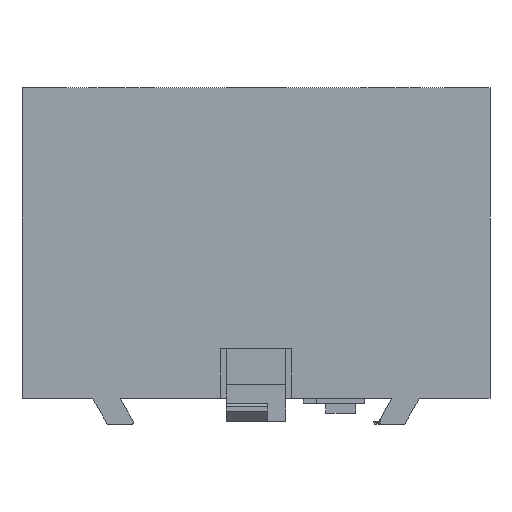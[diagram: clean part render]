
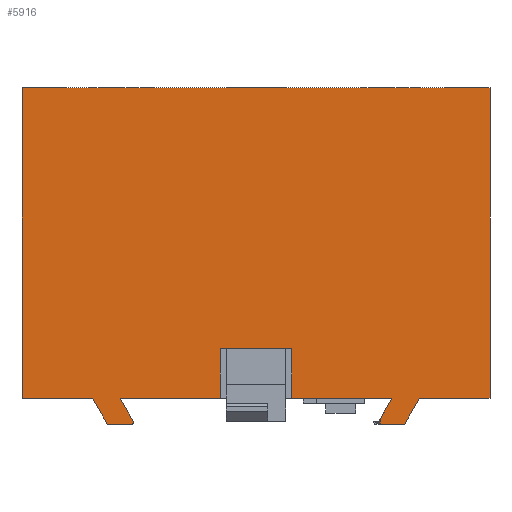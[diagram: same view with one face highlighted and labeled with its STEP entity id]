
A CAD part, left-side view. The second image highlights one B-rep face of the part: STEP entity #5916.
In plain terms, the highlighted planar face has unit normal (-1, 0, 0).
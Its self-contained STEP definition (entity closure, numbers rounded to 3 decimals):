
#80=DIRECTION('',(0.,0.,1.));
#81=VECTOR('',#80,0.6);
#82=CARTESIAN_POINT('',(0.,11.005,0.));
#83=LINE('',#82,#81);
#87=DIRECTION('',(0.,0.5,-0.866));
#88=VECTOR('',#87,2.309);
#89=CARTESIAN_POINT('',(0.,9.85,2.6));
#90=LINE('',#89,#88);
#94=DIRECTION('',(0.,-1.,0.));
#95=VECTOR('',#94,10.05);
#96=CARTESIAN_POINT('',(0.,19.9,2.6));
#97=LINE('',#96,#95);
#101=DIRECTION('',(0.,0.,-1.));
#102=VECTOR('',#101,5.);
#103=CARTESIAN_POINT('',(0.,19.9,7.6));
#104=LINE('',#103,#102);
#108=DIRECTION('',(0.,1.,0.));
#109=VECTOR('',#108,7.2);
#110=CARTESIAN_POINT('',(0.,19.9,7.6));
#111=LINE('',#110,#109);
#115=DIRECTION('',(0.,0.,-1.));
#116=VECTOR('',#115,5.);
#117=CARTESIAN_POINT('',(0.,27.1,7.6));
#118=LINE('',#117,#116);
#122=DIRECTION('',(0.,-1.,0.));
#123=VECTOR('',#122,10.05);
#124=CARTESIAN_POINT('',(0.,37.15,2.6));
#125=LINE('',#124,#123);
#129=DIRECTION('',(0.,0.5,0.866));
#130=VECTOR('',#129,2.656);
#131=CARTESIAN_POINT('',(0.,35.822,0.3));
#132=LINE('',#131,#130);
#136=CARTESIAN_POINT('',(0.,35.995,0.2));
#137=DIRECTION('',(-1.,0.,0.));
#138=DIRECTION('',(0.,0.,-1.));
#139=AXIS2_PLACEMENT_3D('',#136,#137,#138);
#144=DIRECTION('',(0.,-1.,0.));
#145=VECTOR('',#144,2.425);
#146=CARTESIAN_POINT('',(0.,38.42,0.));
#147=LINE('',#146,#145);
#151=DIRECTION('',(0.,-0.5,-0.866));
#152=VECTOR('',#151,3.002);
#153=CARTESIAN_POINT('',(0.,39.921,2.6));
#154=LINE('',#153,#152);
#158=DIRECTION('',(0.,-1.,0.));
#159=VECTOR('',#158,7.079);
#160=CARTESIAN_POINT('',(0.,47.,2.6));
#161=LINE('',#160,#159);
#165=DIRECTION('',(0.,0.,-1.));
#166=VECTOR('',#165,31.2);
#167=CARTESIAN_POINT('',(0.,47.,33.8));
#168=LINE('',#167,#166);
#172=DIRECTION('',(0.,1.,0.));
#173=VECTOR('',#172,47.);
#174=CARTESIAN_POINT('',(0.,0.,33.8));
#175=LINE('',#174,#173);
#179=DIRECTION('',(0.,0.,1.));
#180=VECTOR('',#179,31.2);
#181=CARTESIAN_POINT('',(0.,0.,2.6));
#182=LINE('',#181,#180);
#186=DIRECTION('',(0.,-1.,0.));
#187=VECTOR('',#186,7.079);
#188=CARTESIAN_POINT('',(0.,7.079,2.6));
#189=LINE('',#188,#187);
#193=DIRECTION('',(0.,-0.5,0.866));
#194=VECTOR('',#193,3.002);
#195=CARTESIAN_POINT('',(0.,8.58,0.));
#196=LINE('',#195,#194);
#200=DIRECTION('',(0.,-1.,0.));
#201=VECTOR('',#200,2.425);
#202=CARTESIAN_POINT('',(0.,11.005,0.));
#203=LINE('',#202,#201);
#5010=CARTESIAN_POINT('',(0.,38.42,0.));
#5011=CARTESIAN_POINT('',(0.,35.995,0.));
#5012=VERTEX_POINT('',#5010);
#5013=VERTEX_POINT('',#5011);
#5014=CARTESIAN_POINT('',(0.,35.822,0.3));
#5015=VERTEX_POINT('',#5014);
#5016=CARTESIAN_POINT('',(0.,37.15,2.6));
#5017=VERTEX_POINT('',#5016);
#5018=CARTESIAN_POINT('',(0.,8.58,0.));
#5019=CARTESIAN_POINT('',(0.,7.079,2.6));
#5020=VERTEX_POINT('',#5018);
#5021=VERTEX_POINT('',#5019);
#5022=CARTESIAN_POINT('',(0.,0.,2.6));
#5023=VERTEX_POINT('',#5022);
#5024=CARTESIAN_POINT('',(0.,0.,33.8));
#5025=VERTEX_POINT('',#5024);
#5026=CARTESIAN_POINT('',(0.,47.,33.8));
#5027=VERTEX_POINT('',#5026);
#5028=CARTESIAN_POINT('',(0.,47.,2.6));
#5029=VERTEX_POINT('',#5028);
#5030=CARTESIAN_POINT('',(0.,39.921,2.6));
#5031=VERTEX_POINT('',#5030);
#5703=CARTESIAN_POINT('',(0.,9.85,2.6));
#5705=VERTEX_POINT('',#5703);
#5725=CARTESIAN_POINT('',(0.,19.9,7.6));
#5726=CARTESIAN_POINT('',(0.,27.1,7.6));
#5727=VERTEX_POINT('',#5725);
#5728=VERTEX_POINT('',#5726);
#5729=CARTESIAN_POINT('',(0.,19.9,2.6));
#5730=VERTEX_POINT('',#5729);
#5731=CARTESIAN_POINT('',(0.,27.1,2.6));
#5732=VERTEX_POINT('',#5731);
#5825=CARTESIAN_POINT('',(0.,11.005,0.));
#5826=CARTESIAN_POINT('',(0.,11.005,0.6));
#5827=VERTEX_POINT('',#5825);
#5828=VERTEX_POINT('',#5826);
#5873=CARTESIAN_POINT('',(0.,0.,0.));
#5874=DIRECTION('',(-1.,0.,0.));
#5875=DIRECTION('',(0.,0.,1.));
#5876=AXIS2_PLACEMENT_3D('',#5873,#5874,#5875);
#5877=PLANE('',#5876);
#5879=ORIENTED_EDGE('',*,*,#5878,.T.);
#5881=ORIENTED_EDGE('',*,*,#5880,.F.);
#5883=ORIENTED_EDGE('',*,*,#5882,.F.);
#5885=ORIENTED_EDGE('',*,*,#5884,.F.);
#5887=ORIENTED_EDGE('',*,*,#5886,.T.);
#5889=ORIENTED_EDGE('',*,*,#5888,.T.);
#5891=ORIENTED_EDGE('',*,*,#5890,.F.);
#5893=ORIENTED_EDGE('',*,*,#5892,.F.);
#5895=ORIENTED_EDGE('',*,*,#5894,.F.);
#5897=ORIENTED_EDGE('',*,*,#5896,.F.);
#5899=ORIENTED_EDGE('',*,*,#5898,.F.);
#5901=ORIENTED_EDGE('',*,*,#5900,.F.);
#5903=ORIENTED_EDGE('',*,*,#5902,.F.);
#5905=ORIENTED_EDGE('',*,*,#5904,.F.);
#5907=ORIENTED_EDGE('',*,*,#5906,.F.);
#5909=ORIENTED_EDGE('',*,*,#5908,.F.);
#5911=ORIENTED_EDGE('',*,*,#5910,.F.);
#5913=ORIENTED_EDGE('',*,*,#5912,.F.);
#5914=EDGE_LOOP('',(#5879,#5881,#5883,#5885,#5887,#5889,#5891,#5893,#5895,#5897,
#5899,#5901,#5903,#5905,#5907,#5909,#5911,#5913));
#5915=FACE_OUTER_BOUND('',#5914,.F.);
#140=CIRCLE('',#139,0.2);
#5878=EDGE_CURVE('',#5827,#5828,#83,.T.);
#5880=EDGE_CURVE('',#5705,#5828,#90,.T.);
#5882=EDGE_CURVE('',#5730,#5705,#97,.T.);
#5884=EDGE_CURVE('',#5727,#5730,#104,.T.);
#5886=EDGE_CURVE('',#5727,#5728,#111,.T.);
#5888=EDGE_CURVE('',#5728,#5732,#118,.T.);
#5890=EDGE_CURVE('',#5017,#5732,#125,.T.);
#5892=EDGE_CURVE('',#5015,#5017,#132,.T.);
#5894=EDGE_CURVE('',#5013,#5015,#140,.T.);
#5896=EDGE_CURVE('',#5012,#5013,#147,.T.);
#5898=EDGE_CURVE('',#5031,#5012,#154,.T.);
#5900=EDGE_CURVE('',#5029,#5031,#161,.T.);
#5902=EDGE_CURVE('',#5027,#5029,#168,.T.);
#5904=EDGE_CURVE('',#5025,#5027,#175,.T.);
#5906=EDGE_CURVE('',#5023,#5025,#182,.T.);
#5908=EDGE_CURVE('',#5021,#5023,#189,.T.);
#5910=EDGE_CURVE('',#5020,#5021,#196,.T.);
#5912=EDGE_CURVE('',#5827,#5020,#203,.T.);
#5916=ADVANCED_FACE('',(#5915),#5877,.T.);
